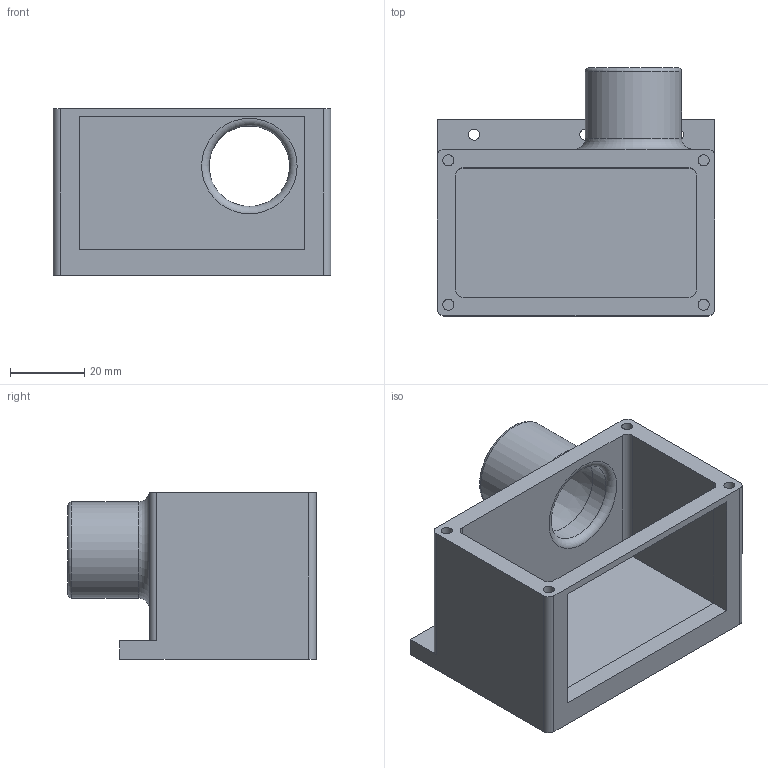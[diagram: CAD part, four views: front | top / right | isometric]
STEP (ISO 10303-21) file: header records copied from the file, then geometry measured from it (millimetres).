
FILE_DESCRIPTION(/* description */ (''),/* implementation_level */ '2;1');
FILE_NAME(/* name */ 'HME case.step',/* time_stamp */ '2020-12-18T16:32:49+06:00',/* author */ (''),/* organization */ (''),/* preprocessor_version */ 'ST-DEVELOPER v18.1',/* originating_system */ 'Autodesk Translation Framework v9.7.1.1290',/* authorisation */ '');
FILE_SCHEMA (('AUTOMOTIVE_DESIGN { 1 0 10303 214 3 1 1 }'));
Length unit declared in the file: millimetre
Products named in the file (1): HME case
Bounding box: 75 x 67 x 45 mm (x, y, z)
Volume: 53966.6 mm3; surface area: 26273.9 mm2
Topology: 1 solids, 1 shells, 44 faces, 112 edges, 73 vertices
Faces by surface type: plane 22, cylinder 17, torus 4, cone 1
Full cylindrical faces by diameter (mm): 3 x7, 21.8 x1, 26 x1
Entity records: 1412 total; most frequent: DIRECTION 249, CARTESIAN_POINT 240, ORIENTED_EDGE 224, EDGE_CURVE 112, AXIS2_PLACEMENT_3D 93, VERTEX_POINT 73, LINE 63, VECTOR 63
